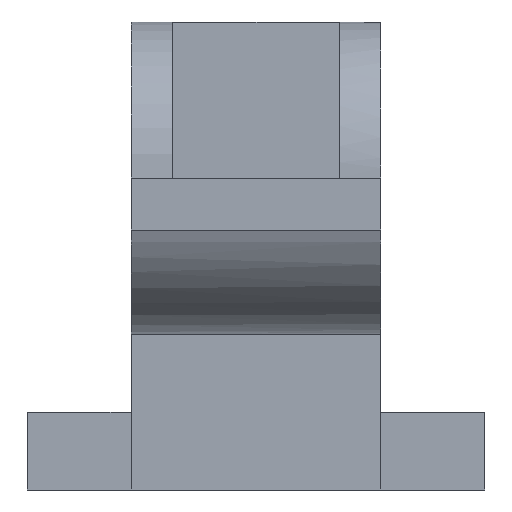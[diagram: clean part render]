
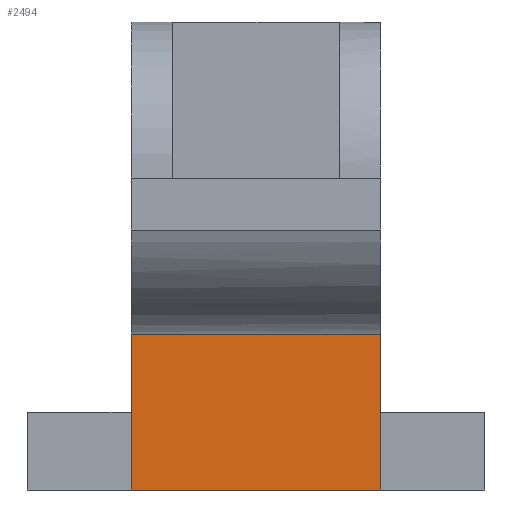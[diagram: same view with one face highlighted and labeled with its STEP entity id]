
A CAD part, left-side view. The second image highlights one B-rep face of the part: STEP entity #2494.
In plain terms, the highlighted free-form (B-spline) face has degree [1, 1] with [2, 2] control points.
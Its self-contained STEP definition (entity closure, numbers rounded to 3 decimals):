
#2225 = VERTEX_POINT('',#2226);
#2226 = CARTESIAN_POINT('',(-1240.225,-247.606,
    309.507));
#2232 = EDGE_CURVE('',#2225,#2233,#2235,.T.);
#2233 = VERTEX_POINT('',#2234);
#2234 = CARTESIAN_POINT('',(-1240.225,-247.606,0.));
#2235 = B_SPLINE_CURVE_WITH_KNOTS('',1,(#2236,#2237),.UNSPECIFIED.,.F.,
  .F.,(2,2),(-300.,0.),.PIECEWISE_BEZIER_KNOTS.);
#2236 = CARTESIAN_POINT('',(-1240.225,-247.606,
    309.507));
#2237 = CARTESIAN_POINT('',(-1240.225,-247.606,0.));
#2313 = EDGE_CURVE('',#2314,#2233,#2316,.T.);
#2314 = VERTEX_POINT('',#2315);
#2315 = CARTESIAN_POINT('',(-1240.225,247.606,0.));
#2316 = B_SPLINE_CURVE_WITH_KNOTS('',1,(#2317,#2318),.UNSPECIFIED.,.F.,
  .F.,(2,2),(-240.,240.),.PIECEWISE_BEZIER_KNOTS.);
#2317 = CARTESIAN_POINT('',(-1240.225,247.606,0.));
#2318 = CARTESIAN_POINT('',(-1240.225,-247.606,0.));
#2475 = VERTEX_POINT('',#2476);
#2476 = CARTESIAN_POINT('',(-1240.225,247.606,
    309.507));
#2482 = EDGE_CURVE('',#2225,#2475,#2483,.T.);
#2483 = B_SPLINE_CURVE_WITH_KNOTS('',1,(#2484,#2485),.UNSPECIFIED.,.F.,
  .F.,(2,2),(-240.,240.),.PIECEWISE_BEZIER_KNOTS.);
#2484 = CARTESIAN_POINT('',(-1240.225,-247.606,
    309.507));
#2485 = CARTESIAN_POINT('',(-1240.225,247.606,
    309.507));
#2494 = ADVANCED_FACE('',(#2495),#2505,.T.);
#2495 = FACE_BOUND('',#2496,.T.);
#2496 = EDGE_LOOP('',(#2497,#2498,#2503,#2504));
#2497 = ORIENTED_EDGE('',*,*,#2482,.T.);
#2498 = ORIENTED_EDGE('',*,*,#2499,.F.);
#2499 = EDGE_CURVE('',#2314,#2475,#2500,.T.);
#2500 = B_SPLINE_CURVE_WITH_KNOTS('',1,(#2501,#2502),.UNSPECIFIED.,.F.,
  .F.,(2,2),(0.,300.),.PIECEWISE_BEZIER_KNOTS.);
#2501 = CARTESIAN_POINT('',(-1240.225,247.606,0.));
#2502 = CARTESIAN_POINT('',(-1240.225,247.606,
    309.507));
#2503 = ORIENTED_EDGE('',*,*,#2313,.T.);
#2504 = ORIENTED_EDGE('',*,*,#2232,.F.);
#2505 = B_SPLINE_SURFACE_WITH_KNOTS('',1,1,(
    (#2506,#2507)
    ,(#2508,#2509
    )),.UNSPECIFIED.,.F.,.F.,.F.,(2,2),(2,2),(0.,300.),(-240.,240.),
  .PIECEWISE_BEZIER_KNOTS.);
#2506 = CARTESIAN_POINT('',(-1240.225,-247.606,0.));
#2507 = CARTESIAN_POINT('',(-1240.225,247.606,0.));
#2508 = CARTESIAN_POINT('',(-1240.225,-247.606,
    309.507));
#2509 = CARTESIAN_POINT('',(-1240.225,247.606,
    309.507));
